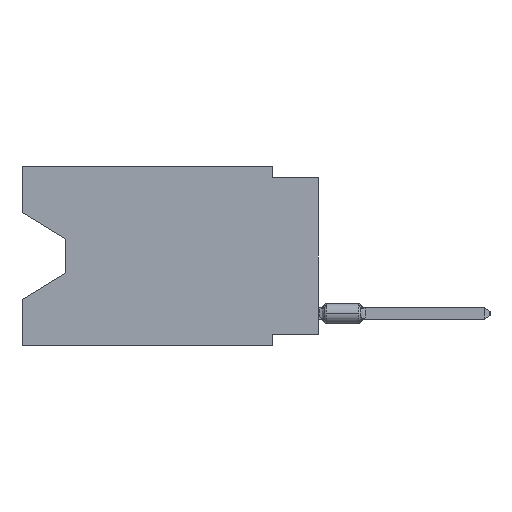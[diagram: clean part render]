
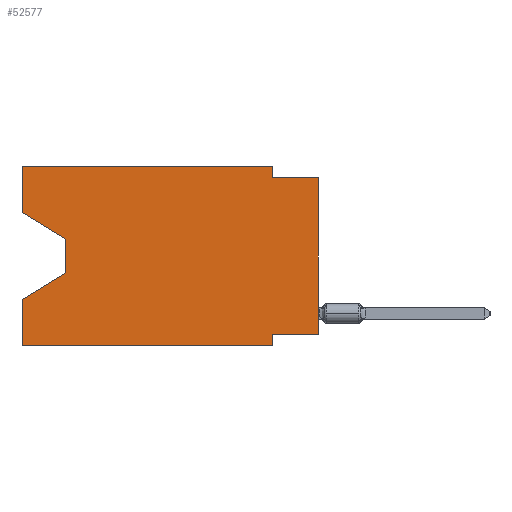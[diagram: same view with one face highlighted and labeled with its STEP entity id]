
A CAD part, left-side view. The second image highlights one B-rep face of the part: STEP entity #52577.
In plain terms, the highlighted planar face has unit normal (-1, 0, 0).
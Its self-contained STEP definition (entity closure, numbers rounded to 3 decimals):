
#209 = DIRECTION ( 'NONE',  ( 0., 0., 1. ) ) ;
#900 = VERTEX_POINT ( 'NONE', #10772 ) ;
#1470 = LINE ( 'NONE', #18535, #12650 ) ;
#1743 = EDGE_CURVE ( 'NONE', #900, #15887, #2515, .T. ) ;
#2214 = PLANE ( 'NONE',  #9551 ) ;
#2267 = EDGE_LOOP ( 'NONE', ( #38666, #26471, #33562, #46758, #54601, #14572, #45144, #11776, #4837, #50701, #10669, #36761 ) ) ;
#2515 = LINE ( 'NONE', #6175, #28280 ) ;
#2585 = DIRECTION ( 'NONE',  ( 0., -1., 0. ) ) ;
#2819 = DIRECTION ( 'NONE',  ( 0., -1., 0. ) ) ;
#3516 = CARTESIAN_POINT ( 'NONE',  ( 0., 13.97, -4.013 ) ) ;
#3936 = LINE ( 'NONE', #41152, #25575 ) ;
#4646 = CARTESIAN_POINT ( 'NONE',  ( 0., 0., -9.271 ) ) ;
#4837 = ORIENTED_EDGE ( 'NONE', *, *, #8998, .F. ) ;
#5664 = CARTESIAN_POINT ( 'NONE',  ( 0., 0., -0.635 ) ) ;
#6139 = DIRECTION ( 'NONE',  ( 0., 0., -1. ) ) ;
#6175 = CARTESIAN_POINT ( 'NONE',  ( 0., 13.97, -5.893 ) ) ;
#8998 = EDGE_CURVE ( 'NONE', #24324, #54655, #10696, .T. ) ;
#9195 = EDGE_CURVE ( 'NONE', #27613, #25240, #3936, .T. ) ;
#9346 = DIRECTION ( 'NONE',  ( 0., 0., 1. ) ) ;
#9430 = VECTOR ( 'NONE', #9346, 1000. ) ;
#9551 = AXIS2_PLACEMENT_3D ( 'NONE', #44164, #19279, #6139 ) ;
#10669 = ORIENTED_EDGE ( 'NONE', *, *, #22893, .F. ) ;
#10696 = LINE ( 'NONE', #5664, #35331 ) ;
#10772 = CARTESIAN_POINT ( 'NONE',  ( 0., 13.97, -5.893 ) ) ;
#11234 = CARTESIAN_POINT ( 'NONE',  ( 0., 16.383, 0. ) ) ;
#11776 = ORIENTED_EDGE ( 'NONE', *, *, #41536, .T. ) ;
#12237 = CARTESIAN_POINT ( 'NONE',  ( 0., 2.54, 0. ) ) ;
#12247 = CARTESIAN_POINT ( 'NONE',  ( 0., 16.383, 0. ) ) ;
#12288 = CARTESIAN_POINT ( 'NONE',  ( 0., 2.54, -9.271 ) ) ;
#12650 = VECTOR ( 'NONE', #21604, 1000. ) ;
#14310 = VECTOR ( 'NONE', #209, 1000. ) ;
#14572 = ORIENTED_EDGE ( 'NONE', *, *, #9195, .F. ) ;
#14603 = DIRECTION ( 'NONE',  ( 0., -1., 0. ) ) ;
#14629 = CARTESIAN_POINT ( 'NONE',  ( 0., 16.383, 0. ) ) ;
#15887 = VERTEX_POINT ( 'NONE', #26458 ) ;
#16176 = LINE ( 'NONE', #12247, #14310 ) ;
#16200 = VECTOR ( 'NONE', #37029, 1000. ) ;
#16262 = LINE ( 'NONE', #20444, #41058 ) ;
#16824 = VERTEX_POINT ( 'NONE', #12237 ) ;
#17946 = CARTESIAN_POINT ( 'NONE',  ( 0., 16.383, -9.906 ) ) ;
#18535 = CARTESIAN_POINT ( 'NONE',  ( 0., 0., -9.271 ) ) ;
#19279 = DIRECTION ( 'NONE',  ( 1., 0., 0. ) ) ;
#19408 = CARTESIAN_POINT ( 'NONE',  ( 0., 16.383, -2.546 ) ) ;
#20141 = EDGE_CURVE ( 'NONE', #28978, #15887, #26375, .T. ) ;
#20444 = CARTESIAN_POINT ( 'NONE',  ( 0., 16.383, -9.906 ) ) ;
#20582 = DIRECTION ( 'NONE',  ( 0., 0., -1. ) ) ;
#21604 = DIRECTION ( 'NONE',  ( 0., 1., 0. ) ) ;
#22623 = CARTESIAN_POINT ( 'NONE',  ( 0., 2.54, -9.906 ) ) ;
#22893 = EDGE_CURVE ( 'NONE', #30798, #16824, #45361, .T. ) ;
#24324 = VERTEX_POINT ( 'NONE', #51325 ) ;
#24492 = DIRECTION ( 'NONE',  ( 0., 0., -1. ) ) ;
#25240 = VERTEX_POINT ( 'NONE', #22623 ) ;
#25575 = VECTOR ( 'NONE', #37518, 1000. ) ;
#26375 = LINE ( 'NONE', #27229, #39278 ) ;
#26458 = CARTESIAN_POINT ( 'NONE',  ( 0., 16.383, -7.36 ) ) ;
#26471 = ORIENTED_EDGE ( 'NONE', *, *, #37127, .T. ) ;
#26651 = VECTOR ( 'NONE', #24492, 1000. ) ;
#27229 = CARTESIAN_POINT ( 'NONE',  ( 0., 16.383, 0. ) ) ;
#27613 = VERTEX_POINT ( 'NONE', #12288 ) ;
#28280 = VECTOR ( 'NONE', #41107, 1000. ) ;
#28970 = LINE ( 'NONE', #50197, #26651 ) ;
#28978 = VERTEX_POINT ( 'NONE', #17946 ) ;
#29211 = CARTESIAN_POINT ( 'NONE',  ( 0., 16.383, -2.546 ) ) ;
#30323 = EDGE_CURVE ( 'NONE', #49898, #36305, #36196, .T. ) ;
#30705 = EDGE_CURVE ( 'NONE', #50584, #27613, #1470, .T. ) ;
#30798 = VERTEX_POINT ( 'NONE', #11234 ) ;
#32398 = FACE_OUTER_BOUND ( 'NONE', #2267, .T. ) ;
#32466 = CARTESIAN_POINT ( 'NONE',  ( 0., 13.97, -4.013 ) ) ;
#33562 = ORIENTED_EDGE ( 'NONE', *, *, #1743, .T. ) ;
#34267 = EDGE_CURVE ( 'NONE', #16824, #24324, #28970, .T. ) ;
#35331 = VECTOR ( 'NONE', #14603, 1000. ) ;
#36196 = LINE ( 'NONE', #19408, #16200 ) ;
#36244 = EDGE_CURVE ( 'NONE', #28978, #25240, #16262, .T. ) ;
#36305 = VERTEX_POINT ( 'NONE', #32466 ) ;
#36620 = VECTOR ( 'NONE', #20582, 1000. ) ;
#36761 = ORIENTED_EDGE ( 'NONE', *, *, #47330, .F. ) ;
#37029 = DIRECTION ( 'NONE',  ( 0., -0.855, -0.519 ) ) ;
#37127 = EDGE_CURVE ( 'NONE', #36305, #900, #42105, .T. ) ;
#37518 = DIRECTION ( 'NONE',  ( 0., 0., -1. ) ) ;
#38666 = ORIENTED_EDGE ( 'NONE', *, *, #30323, .T. ) ;
#39278 = VECTOR ( 'NONE', #43427, 1000. ) ;
#40665 = CARTESIAN_POINT ( 'NONE',  ( 0., 0., -0.635 ) ) ;
#41058 = VECTOR ( 'NONE', #2819, 1000. ) ;
#41107 = DIRECTION ( 'NONE',  ( 0., 0.855, -0.519 ) ) ;
#41152 = CARTESIAN_POINT ( 'NONE',  ( 0., 2.54, -9.906 ) ) ;
#41536 = EDGE_CURVE ( 'NONE', #50584, #54655, #51839, .T. ) ;
#42105 = LINE ( 'NONE', #3516, #36620 ) ;
#43427 = DIRECTION ( 'NONE',  ( 0., 0., 1. ) ) ;
#44164 = CARTESIAN_POINT ( 'NONE',  ( 0., 16.383, 0. ) ) ;
#45144 = ORIENTED_EDGE ( 'NONE', *, *, #30705, .F. ) ;
#45361 = LINE ( 'NONE', #14629, #50489 ) ;
#46758 = ORIENTED_EDGE ( 'NONE', *, *, #20141, .F. ) ;
#47330 = EDGE_CURVE ( 'NONE', #49898, #30798, #16176, .T. ) ;
#47656 = CARTESIAN_POINT ( 'NONE',  ( 0., 0., 0. ) ) ;
#49898 = VERTEX_POINT ( 'NONE', #29211 ) ;
#50197 = CARTESIAN_POINT ( 'NONE',  ( 0., 2.54, 0. ) ) ;
#50489 = VECTOR ( 'NONE', #2585, 1000. ) ;
#50584 = VERTEX_POINT ( 'NONE', #4646 ) ;
#50701 = ORIENTED_EDGE ( 'NONE', *, *, #34267, .F. ) ;
#51325 = CARTESIAN_POINT ( 'NONE',  ( 0., 2.54, -0.635 ) ) ;
#51839 = LINE ( 'NONE', #47656, #9430 ) ;
#52577 = ADVANCED_FACE ( 'NONE', ( #32398 ), #2214, .F. ) ;
#54601 = ORIENTED_EDGE ( 'NONE', *, *, #36244, .T. ) ;
#54655 = VERTEX_POINT ( 'NONE', #40665 ) ;
